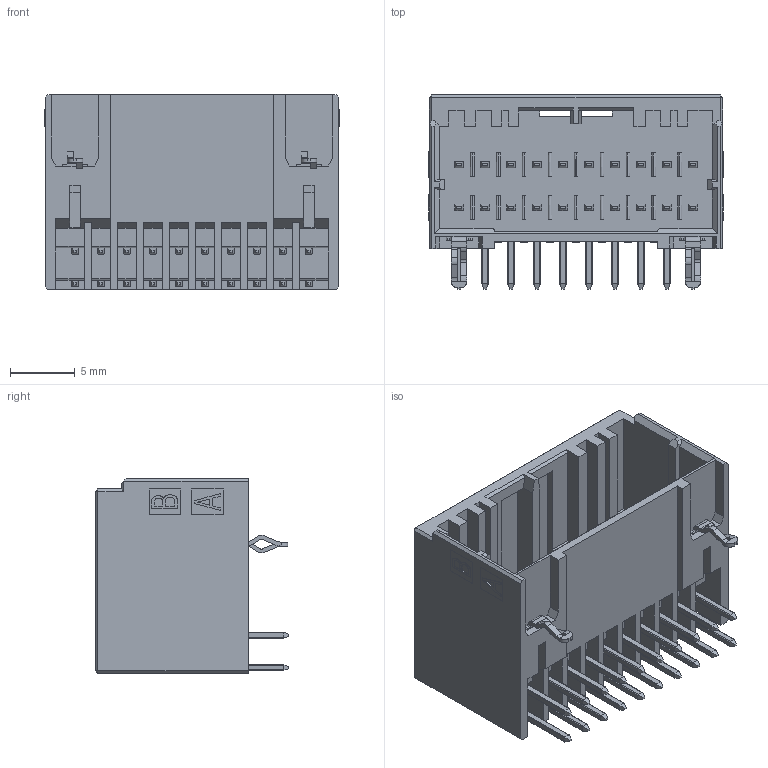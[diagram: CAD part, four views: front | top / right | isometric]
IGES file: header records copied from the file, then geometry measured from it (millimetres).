
Start section: ZWSOFT
Global section: file name: WD2000-2WR10XXBT01W.igs; native system: ZW3D; preprocessor: 1.0; author: ZW3D; organization: ZWSOFT; date: 231204.143500; units: millimetre
Bounding box: 22.64 x 14.92 x 15 mm (x, y, z)
Surface area: 3688.3 mm2 (no closed solid volume)
Topology: 0 solids, 0 shells, 1553 faces, 8294 edges, 8290 vertices
Faces by surface type: bspline 1553
